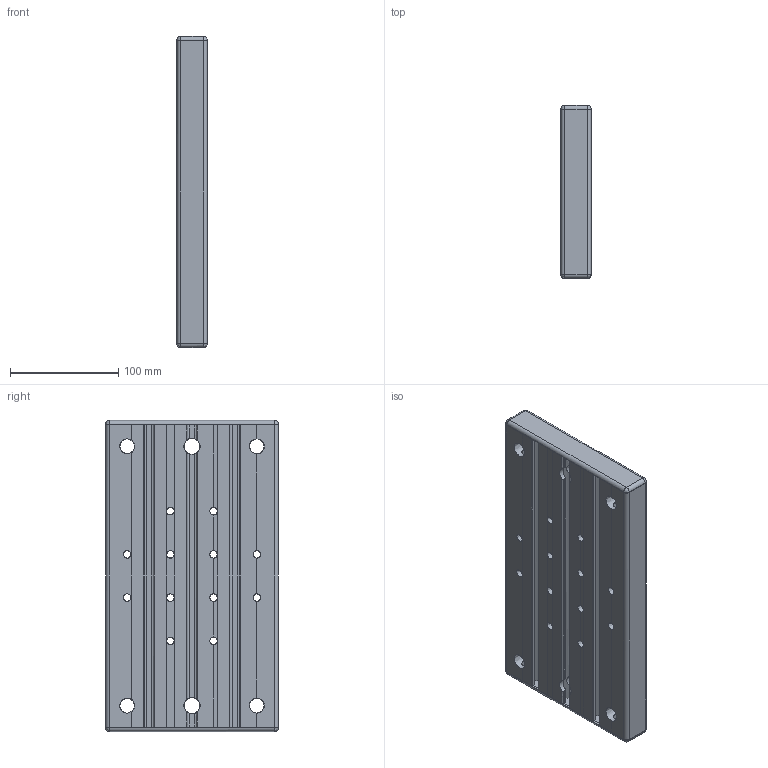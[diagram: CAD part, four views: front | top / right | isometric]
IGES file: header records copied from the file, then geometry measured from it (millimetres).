
Global section: file name: SZ0352V_A; native system: Autodesk Inventor 2015; preprocessor: unknown; author: Behrens; date: 20151123.105912; units: millimetre
Bounding box: 28 x 160 x 288 mm (x, y, z)
Volume: 851007.4 mm3; surface area: 266935.3 mm2
Topology: 3 solids, 3 shells, 471 faces, 1521 edges, 1028 vertices
Faces by surface type: bspline 471
